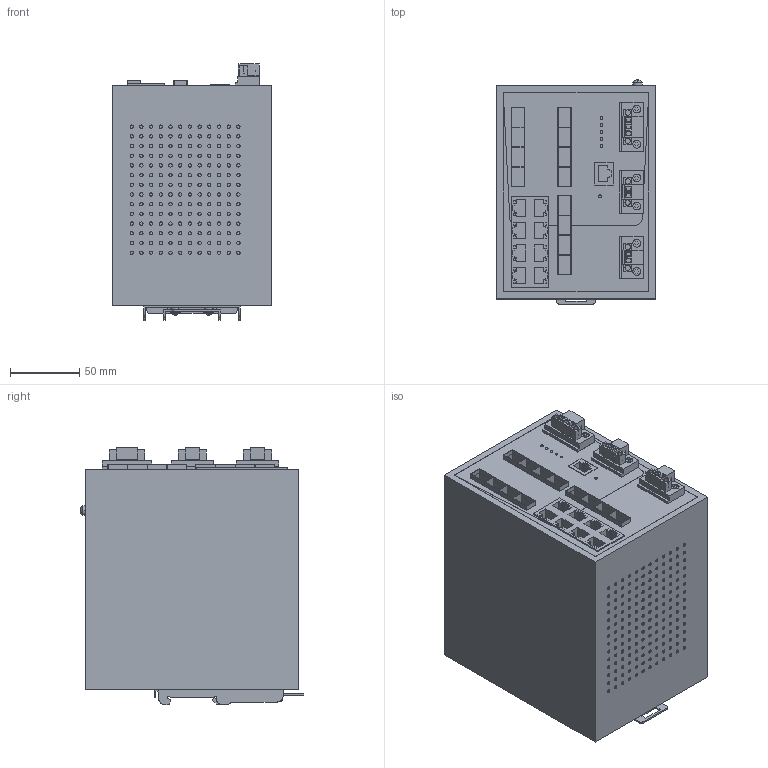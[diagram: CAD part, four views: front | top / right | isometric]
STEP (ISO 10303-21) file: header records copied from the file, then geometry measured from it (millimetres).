
FILE_DESCRIPTION(('CATIA V5 STEP Exchange','CAx-IF Rec.Pracs.--- Model Styling and Organization---1.4--- 2014-01-23'),'2;1');
FILE_NAME ('D1506673_1', '2021-12-17T09:08:05+00:00', ('none'), ('Weidmueller'), 'CATIA Version 5-6 Release 2016 SP3 HF44', 'CATIA V5 STEP AP214', 'none');
FILE_SCHEMA(('AUTOMOTIVE_DESIGN { 1 0 10303 214 1 1 1 1 }'));
Products named in the file (1): S3D_IE_SW_SL20M_8GT_12GESFP_LV
Bounding box: 115 x 161.54 x 185.85 mm (x, y, z)
Volume: 2764175.2 mm3; surface area: 252402 mm2
Topology: 42 solids, 42 shells, 2555 faces, 6056 edges, 4031 vertices
Faces by surface type: plane 1484, cylinder 944, extrusion 89, cone 28, revolution 8, sphere 2
Entity records: 71613 total; most frequent: CARTESIAN_POINT 14667, ORIENTED_EDGE 12112, DIRECTION 8573, EDGE_CURVE 6056, VERTEX_POINT 4031, VECTOR 3674, LINE 3585, AXIS2_PLACEMENT_3D 3425
